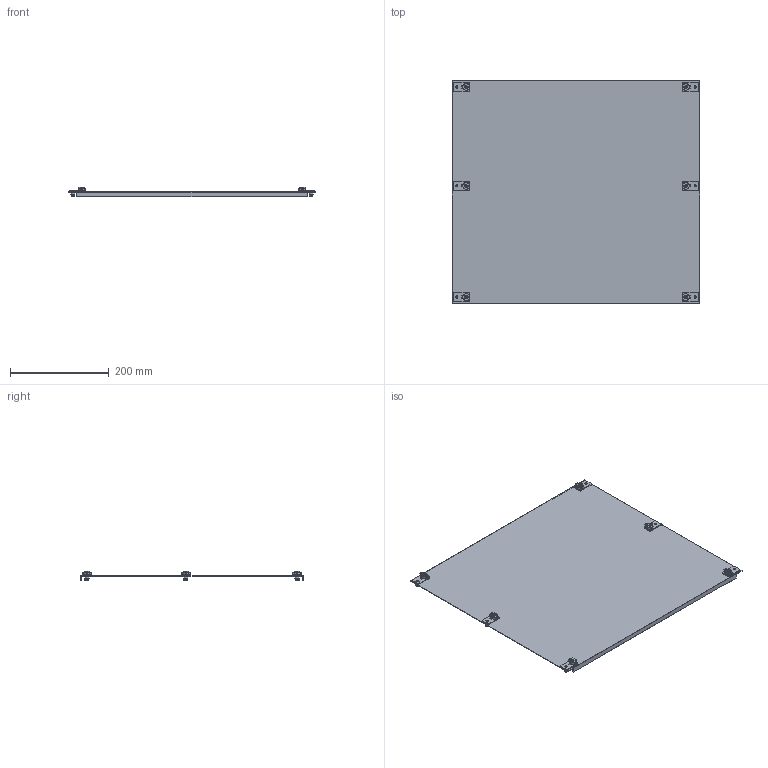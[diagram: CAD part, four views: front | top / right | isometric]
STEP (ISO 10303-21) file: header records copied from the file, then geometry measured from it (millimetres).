
FILE_DESCRIPTION((''),'2;1');
FILE_NAME('001101443_CP_1_3_F_ASM','2023-01-23T08:21:29',('klemen.sitar'),('Audax d.o.o.'),'CREO PARAMETRIC BY PTC INC, 2021304','CREO PARAMETRIC BY PTC INC, 2021304','');
FILE_SCHEMA(('AP242_MANAGED_MODEL_BASED_3D_ENGINEERING_MIM_LF { 1 0 10303 442 1 1 4 }'));
Length unit declared in the file: millimetre
Products named in the file (17): PRT0002_1_1_1_1_1_1; PRT0002_1_1_1_1_1_1_2_3_1_1_2_1; PRT0003_1_1_1_1_1_1_2_3_1_1_2_1; PRT0002_1_1_1_1_2_3_1_1_1_1; PRT0003_1_1_1_1_1_1_2_3_4_5_1_1; PRT0002_1_1_1_1_1_1_2_1_1_2_3_4; PRT0003_1_1_1_1_1_1_2_1_1_2_3_4; 001101443_CP_1_3_F_ASM_1_ASM; PRT0002_1_1_1_1_1_1_2_1_1_2_1_2; PRT0003_1_1_1_1_1_1_2_1_1_2_1_2; PRT0002_1_1_1_1_2_1_1_1_1_1; PRT0003_1_1_1_1_1_2_3_1_1_1; PRT0002_1_1_1_1_1_1_2_3_1_1_2_3; PRT0003_1_1_1_1_1_1_2_3_1_1_2_3; 001101443_CP_1_3_F_ASM_1_1_ASM; ASM0001_ASM; 001101443_CP_1_3_F_ASM
Assembly tree (16 placements, depth 4):
  001101443_CP_1_3_F_ASM
    001101443_CP_1_3_F_ASM_1_ASM
      PRT0002_1_1_1_1_1_1
      PRT0002_1_1_1_1_1_1_2_3_1_1_2_1
      PRT0003_1_1_1_1_1_1_2_3_1_1_2_1
      PRT0002_1_1_1_1_2_3_1_1_1_1
      PRT0003_1_1_1_1_1_1_2_3_4_5_1_1
      PRT0002_1_1_1_1_1_1_2_1_1_2_3_4
      PRT0003_1_1_1_1_1_1_2_1_1_2_3_4
    ASM0001_ASM
      001101443_CP_1_3_F_ASM_1_1_ASM
        PRT0002_1_1_1_1_1_1_2_1_1_2_1_2
        PRT0003_1_1_1_1_1_1_2_1_1_2_1_2
        PRT0002_1_1_1_1_2_1_1_1_1_1
        PRT0003_1_1_1_1_1_2_3_1_1_1
        PRT0002_1_1_1_1_1_1_2_3_1_1_2_3
        PRT0003_1_1_1_1_1_1_2_3_1_1_2_3
Bounding box: 500 x 450 x 18.6 mm (x, y, z)
Volume: 250033.2 mm3; surface area: 485439.2 mm2
Topology: 13 solids, 13 shells, 518 faces, 1610 edges, 1252 vertices
Faces by surface type: plane 326, cylinder 180, cone 12
Entity records: 28982 total; most frequent: CARTESIAN_POINT 4226, DIRECTION 3210, ORIENTED_EDGE 2964, PRESENTATION_STYLE_ASSIGNMENT 1723, STYLED_ITEM 1723, CURVE_STYLE 1710, PRESENTATION_LAYER_ASSIGNMENT 1510, EDGE_CURVE 1482
